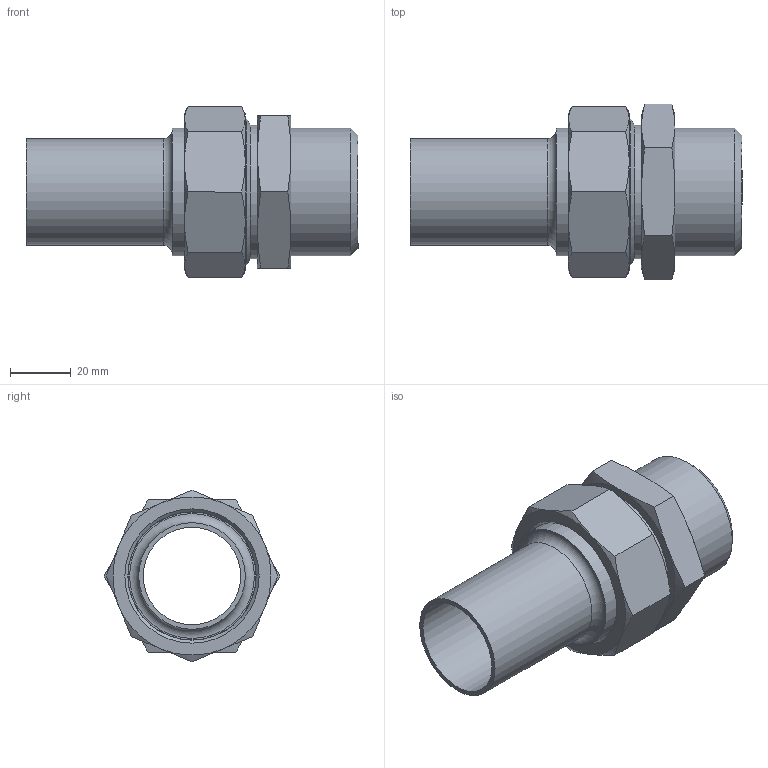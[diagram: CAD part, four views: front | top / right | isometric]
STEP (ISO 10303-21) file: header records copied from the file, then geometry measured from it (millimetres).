
FILE_DESCRIPTION(/* description */ (''),/* implementation_level */ '2;1');
FILE_NAME(/* name */ '35408.stp',/* time_stamp */ '2014-04-01T20:52:59+02:00',/* author */ ('bruh'),/* organization */ (''),/* preprocessor_version */ 'ST-DEVELOPER v15.2',/* originating_system */ 'Autodesk Inventor 2014',/* authorisation */ '');
FILE_SCHEMA (('AUTOMOTIVE_DESIGN { 1 0 10303 214 3 1 1 }'));
Length unit declared in the file: millimetre
Products named in the file (4): 101138; 101040; 400961; 35408
Bounding box: 109 x 57.73 x 56.28 mm (x, y, z)
Volume: 63492.3 mm3; surface area: 35908.8 mm2
Topology: 3 solids, 3 shells, 72 faces, 150 edges, 88 vertices
Faces by surface type: cone 36, plane 24, cylinder 10, torus 2
Full cylindrical faces by diameter (mm): 32 x1, 34 x1, 35 x1, 41.91 x1, 42 x1, 42.1 x1, 43.8 x1, 44.5 x1, 44.845 x1, 47.803 x1
Entity records: 1820 total; most frequent: CARTESIAN_POINT 401, DIRECTION 284, ORIENTED_EDGE 252, AXIS2_PLACEMENT_3D 135, EDGE_CURVE 126, EDGE_LOOP 102, VERTEX_POINT 84, ADVANCED_FACE 72
